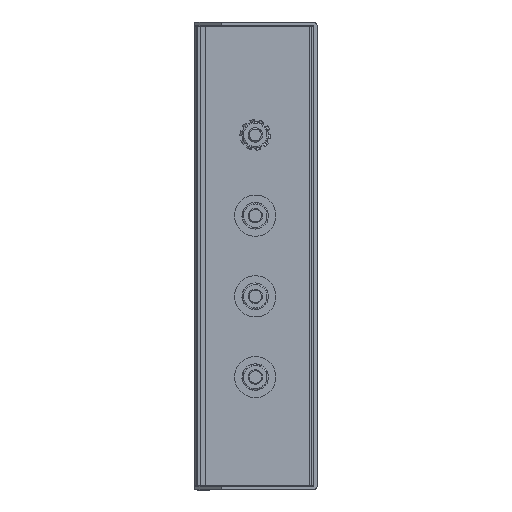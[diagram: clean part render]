
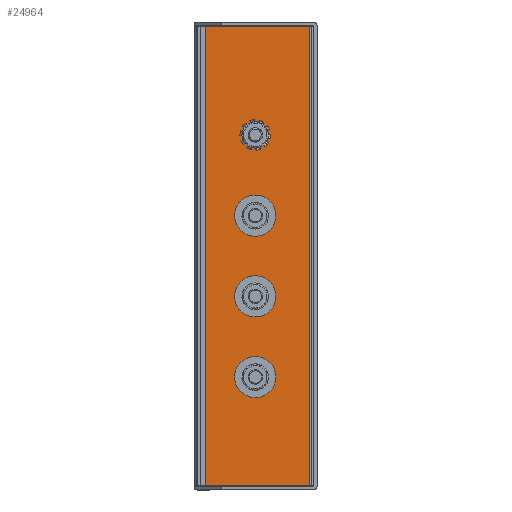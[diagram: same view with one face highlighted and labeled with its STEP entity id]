
A CAD part, left-side view. The second image highlights one B-rep face of the part: STEP entity #24964.
In plain terms, the highlighted planar face has unit normal (-1, 0, 0).
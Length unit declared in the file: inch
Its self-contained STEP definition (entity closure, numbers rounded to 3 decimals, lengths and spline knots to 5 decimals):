
#2334 = CARTESIAN_POINT ( 'NONE',  ( 1.76378, 1.35827, -2.47913 ) ) ;
#2440 = DIRECTION ( 'NONE',  ( 1., 0., 0. ) ) ;
#5734 = EDGE_CURVE ( 'NONE', #61163, #77488, #83062, .T. ) ;
#5896 = CARTESIAN_POINT ( 'NONE',  ( 1.76378, 0.12598, -0.09724 ) ) ;
#6060 = ORIENTED_EDGE ( 'NONE', *, *, #55145, .T. ) ;
#6439 = AXIS2_PLACEMENT_3D ( 'NONE', #9699, #64212, #54411 ) ;
#9340 = CARTESIAN_POINT ( 'NONE',  ( 1.76378, 0.15748, -10.17598 ) ) ;
#9699 = CARTESIAN_POINT ( 'NONE',  ( 1.76378, 1.35827, -4.25079 ) ) ;
#10885 = FACE_BOUND ( 'NONE', #106374, .T. ) ;
#11918 = VERTEX_POINT ( 'NONE', #87037 ) ;
#12587 = CARTESIAN_POINT ( 'NONE',  ( 1.76378, 2.55906, -0.09724 ) ) ;
#12746 = AXIS2_PLACEMENT_3D ( 'NONE', #5896, #68722, #14916 ) ;
#13005 = DIRECTION ( 'NONE',  ( 0., 1., 0. ) ) ;
#13423 = EDGE_LOOP ( 'NONE', ( #72553, #113286 ) ) ;
#13740 = CARTESIAN_POINT ( 'NONE',  ( 1.76378, 1.35827, -2.47913 ) ) ;
#14916 = DIRECTION ( 'NONE',  ( 0., -1., 0. ) ) ;
#15331 = CARTESIAN_POINT ( 'NONE',  ( 1.76378, 1.35827, -8.03425 ) ) ;
#15869 = CARTESIAN_POINT ( 'NONE',  ( 1.76378, 1.35827, -2.63661 ) ) ;
#17340 = ORIENTED_EDGE ( 'NONE', *, *, #25187, .F. ) ;
#18115 = AXIS2_PLACEMENT_3D ( 'NONE', #13740, #40784, #87573 ) ;
#18636 = DIRECTION ( 'NONE',  ( 1., 0., 0. ) ) ;
#19162 = ORIENTED_EDGE ( 'NONE', *, *, #5734, .T. ) ;
#19920 = EDGE_CURVE ( 'NONE', #73529, #11918, #98635, .T. ) ;
#20268 = EDGE_LOOP ( 'NONE', ( #111552, #22726, #42414, #17340 ) ) ;
#21127 = DIRECTION ( 'NONE',  ( 1., 0., 0. ) ) ;
#21961 = CARTESIAN_POINT ( 'NONE',  ( 1.76378, 1.35827, -7.79409 ) ) ;
#21990 = AXIS2_PLACEMENT_3D ( 'NONE', #87166, #34059, #43085 ) ;
#22726 = ORIENTED_EDGE ( 'NONE', *, *, #74394, .T. ) ;
#24632 = EDGE_CURVE ( 'NONE', #48127, #45079, #114979, .T. ) ;
#24964 = ADVANCED_FACE ( 'NONE', ( #10885, #98077, #102289, #74126, #92410 ), #113547, .T. ) ;
#25187 = EDGE_CURVE ( 'NONE', #84174, #90673, #72684, .T. ) ;
#25602 = AXIS2_PLACEMENT_3D ( 'NONE', #21961, #84858, #93922 ) ;
#26770 = ORIENTED_EDGE ( 'NONE', *, *, #34017, .T. ) ;
#26815 = CIRCLE ( 'NONE', #91916, 0.15748 ) ;
#27049 = VERTEX_POINT ( 'NONE', #15331 ) ;
#28581 = EDGE_CURVE ( 'NONE', #90673, #40290, #46336, .T. ) ;
#30093 = DIRECTION ( 'NONE',  ( 0., -1., 0. ) ) ;
#30775 = AXIS2_PLACEMENT_3D ( 'NONE', #110115, #2440, #81813 ) ;
#32339 = CIRCLE ( 'NONE', #6439, 0.24016 ) ;
#34017 = EDGE_CURVE ( 'NONE', #77488, #61163, #26815, .T. ) ;
#34059 = DIRECTION ( 'NONE',  ( 1., 0., 0. ) ) ;
#36774 = DIRECTION ( 'NONE',  ( 0., 0., -1. ) ) ;
#39702 = CARTESIAN_POINT ( 'NONE',  ( 1.76378, 1.35827, -7.79409 ) ) ;
#40290 = VERTEX_POINT ( 'NONE', #47531 ) ;
#40784 = DIRECTION ( 'NONE',  ( 1., 0., 0. ) ) ;
#42414 = ORIENTED_EDGE ( 'NONE', *, *, #28581, .F. ) ;
#42545 = CARTESIAN_POINT ( 'NONE',  ( 1.76378, 2.55906, -0.09724 ) ) ;
#43085 = DIRECTION ( 'NONE',  ( 0., 0., 1. ) ) ;
#43459 = CARTESIAN_POINT ( 'NONE',  ( 1.76378, 1.35827, -4.49094 ) ) ;
#43498 = VECTOR ( 'NONE', #13005, 39.37008 ) ;
#45079 = VERTEX_POINT ( 'NONE', #50317 ) ;
#46336 = LINE ( 'NONE', #57711, #43498 ) ;
#46725 = DIRECTION ( 'NONE',  ( 0., 0., -1. ) ) ;
#47167 = CARTESIAN_POINT ( 'NONE',  ( 1.76378, 0.15748, -0.09724 ) ) ;
#47531 = CARTESIAN_POINT ( 'NONE',  ( 1.76378, 2.55906, -10.17598 ) ) ;
#48127 = VERTEX_POINT ( 'NONE', #43459 ) ;
#48701 = VECTOR ( 'NONE', #36774, 39.37008 ) ;
#48739 = DIRECTION ( 'NONE',  ( 1., 0., 0. ) ) ;
#50317 = CARTESIAN_POINT ( 'NONE',  ( 1.76378, 1.35827, -4.01063 ) ) ;
#53129 = CARTESIAN_POINT ( 'NONE',  ( 1.76378, 1.35827, -6.2626 ) ) ;
#53134 = EDGE_CURVE ( 'NONE', #11918, #73529, #92766, .T. ) ;
#53940 = CARTESIAN_POINT ( 'NONE',  ( 1.76378, 1.35827, -6.02244 ) ) ;
#54411 = DIRECTION ( 'NONE',  ( 0., 0., 1. ) ) ;
#55145 = EDGE_CURVE ( 'NONE', #94466, #27049, #116543, .T. ) ;
#55310 = AXIS2_PLACEMENT_3D ( 'NONE', #53940, #18636, #81505 ) ;
#55771 = EDGE_LOOP ( 'NONE', ( #19162, #26770 ) ) ;
#57711 = CARTESIAN_POINT ( 'NONE',  ( 1.76378, 0.12598, -10.17598 ) ) ;
#61163 = VERTEX_POINT ( 'NONE', #90620 ) ;
#62336 = CARTESIAN_POINT ( 'NONE',  ( 1.76378, 0.15748, -0.09724 ) ) ;
#62844 = ORIENTED_EDGE ( 'NONE', *, *, #24632, .T. ) ;
#63109 = EDGE_LOOP ( 'NONE', ( #6060, #71397 ) ) ;
#63236 = VECTOR ( 'NONE', #30093, 39.37008 ) ;
#64212 = DIRECTION ( 'NONE',  ( 1., 0., 0. ) ) ;
#65878 = DIRECTION ( 'NONE',  ( 0., 0., 1. ) ) ;
#66239 = CARTESIAN_POINT ( 'NONE',  ( 1.76378, 2.6378, -0.09724 ) ) ;
#68722 = DIRECTION ( 'NONE',  ( -1., 0., 0. ) ) ;
#71397 = ORIENTED_EDGE ( 'NONE', *, *, #112840, .T. ) ;
#71899 = ORIENTED_EDGE ( 'NONE', *, *, #85288, .T. ) ;
#72553 = ORIENTED_EDGE ( 'NONE', *, *, #53134, .T. ) ;
#72684 = LINE ( 'NONE', #62336, #48701 ) ;
#73529 = VERTEX_POINT ( 'NONE', #53129 ) ;
#74126 = FACE_BOUND ( 'NONE', #55771, .T. ) ;
#74394 = EDGE_CURVE ( 'NONE', #105334, #40290, #92439, .T. ) ;
#77488 = VERTEX_POINT ( 'NONE', #15869 ) ;
#81505 = DIRECTION ( 'NONE',  ( 0., 0., 1. ) ) ;
#81813 = DIRECTION ( 'NONE',  ( 0., 0., 1. ) ) ;
#83062 = CIRCLE ( 'NONE', #18115, 0.15748 ) ;
#84174 = VERTEX_POINT ( 'NONE', #47167 ) ;
#84462 = CIRCLE ( 'NONE', #25602, 0.24016 ) ;
#84858 = DIRECTION ( 'NONE',  ( 1., 0., 0. ) ) ;
#85288 = EDGE_CURVE ( 'NONE', #45079, #48127, #32339, .T. ) ;
#87037 = CARTESIAN_POINT ( 'NONE',  ( 1.76378, 1.35827, -5.78228 ) ) ;
#87166 = CARTESIAN_POINT ( 'NONE',  ( 1.76378, 1.35827, -6.02244 ) ) ;
#87573 = DIRECTION ( 'NONE',  ( 0., 0., 1. ) ) ;
#90620 = CARTESIAN_POINT ( 'NONE',  ( 1.76378, 1.35827, -2.32165 ) ) ;
#90673 = VERTEX_POINT ( 'NONE', #9340 ) ;
#91916 = AXIS2_PLACEMENT_3D ( 'NONE', #2334, #21127, #65878 ) ;
#92410 = FACE_OUTER_BOUND ( 'NONE', #20268, .T. ) ;
#92439 = LINE ( 'NONE', #12587, #112181 ) ;
#92766 = CIRCLE ( 'NONE', #55310, 0.24016 ) ;
#93922 = DIRECTION ( 'NONE',  ( 0., 0., 1. ) ) ;
#94466 = VERTEX_POINT ( 'NONE', #103040 ) ;
#98077 = FACE_BOUND ( 'NONE', #13423, .T. ) ;
#98635 = CIRCLE ( 'NONE', #21990, 0.24016 ) ;
#100884 = AXIS2_PLACEMENT_3D ( 'NONE', #39702, #48739, #111314 ) ;
#102289 = FACE_BOUND ( 'NONE', #63109, .T. ) ;
#103040 = CARTESIAN_POINT ( 'NONE',  ( 1.76378, 1.35827, -7.55394 ) ) ;
#105334 = VERTEX_POINT ( 'NONE', #42545 ) ;
#105542 = LINE ( 'NONE', #66239, #63236 ) ;
#106374 = EDGE_LOOP ( 'NONE', ( #71899, #62844 ) ) ;
#106678 = EDGE_CURVE ( 'NONE', #105334, #84174, #105542, .T. ) ;
#110115 = CARTESIAN_POINT ( 'NONE',  ( 1.76378, 1.35827, -4.25079 ) ) ;
#111314 = DIRECTION ( 'NONE',  ( 0., 0., 1. ) ) ;
#111552 = ORIENTED_EDGE ( 'NONE', *, *, #106678, .F. ) ;
#112181 = VECTOR ( 'NONE', #46725, 39.37008 ) ;
#112840 = EDGE_CURVE ( 'NONE', #27049, #94466, #84462, .T. ) ;
#113286 = ORIENTED_EDGE ( 'NONE', *, *, #19920, .T. ) ;
#113547 = PLANE ( 'NONE',  #12746 ) ;
#114979 = CIRCLE ( 'NONE', #30775, 0.24016 ) ;
#116543 = CIRCLE ( 'NONE', #100884, 0.24016 ) ;
